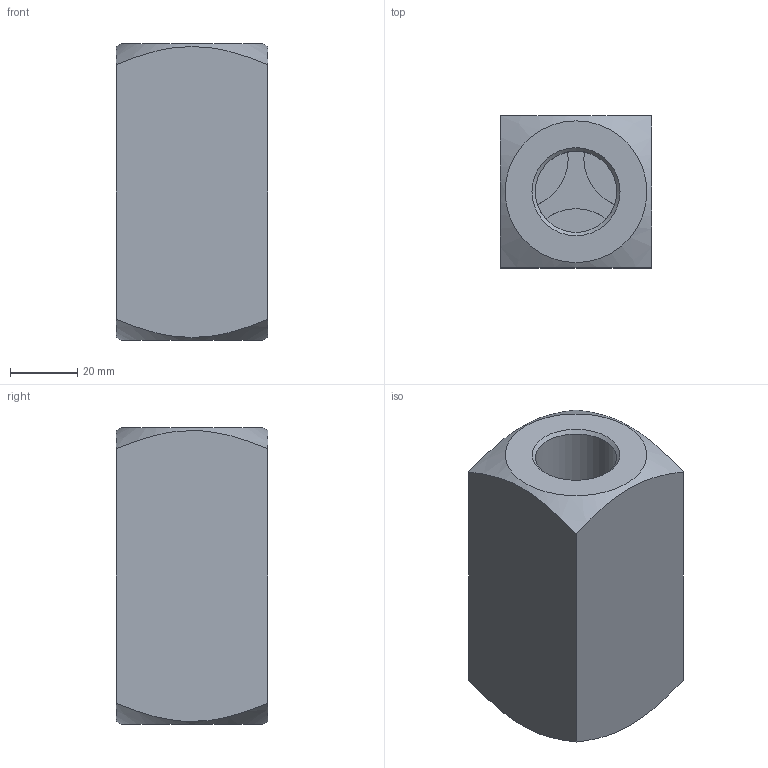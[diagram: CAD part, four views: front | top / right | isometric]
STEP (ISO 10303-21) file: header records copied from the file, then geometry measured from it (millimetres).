
FILE_DESCRIPTION(/* description */ (''),/* implementation_level */ '2;1');
FILE_NAME(/* name */ 'RV-DN16-G3_4.stp',/* time_stamp */ '2019-09-18T08:39:09+02:00',/* author */ ('sbaus'),/* organization */ (''),/* preprocessor_version */ 'ST-DEVELOPER v17',/* originating_system */ 'Autodesk Inventor 2018',/* authorisation */ '');
FILE_SCHEMA (('AUTOMOTIVE_DESIGN { 1 0 10303 214 3 1 1 }'));
Length unit declared in the file: millimetre
Products named in the file (1): RV-DN16-G3_4
Bounding box: 45 x 45 x 88 mm (x, y, z)
Volume: 154106 mm3; surface area: 23186.4 mm2
Topology: 1 solids, 1 shells, 33 faces, 93 edges, 61 vertices
Faces by surface type: cone 14, plane 10, cylinder 7, torus 2
Full cylindrical faces by diameter (mm): 12 x1, 12.5 x1, 24.117 x2
Entity records: 1187 total; most frequent: CARTESIAN_POINT 244, DIRECTION 188, ORIENTED_EDGE 186, EDGE_CURVE 93, AXIS2_PLACEMENT_3D 83, VERTEX_POINT 61, CIRCLE 49, EDGE_LOOP 40
